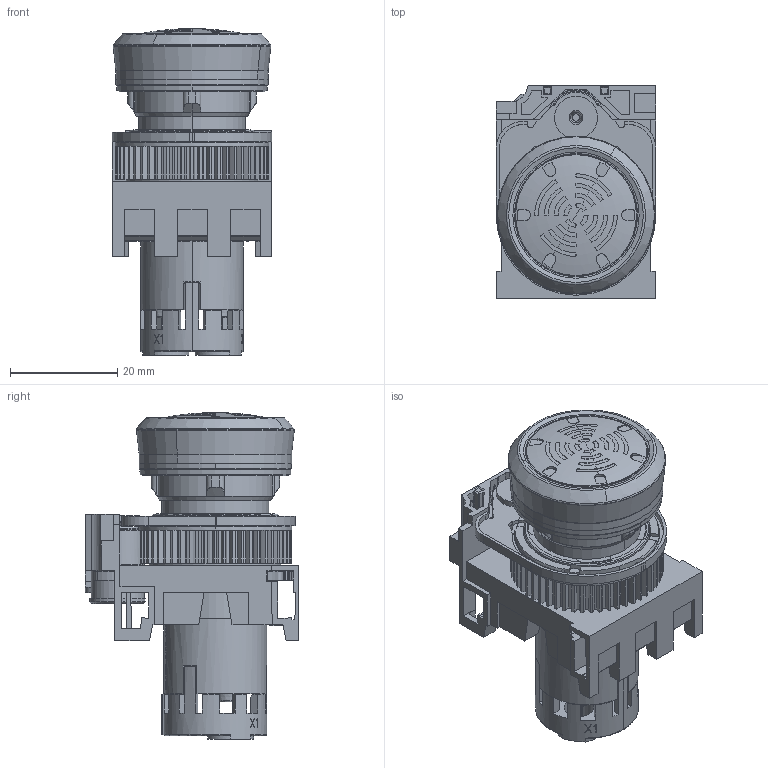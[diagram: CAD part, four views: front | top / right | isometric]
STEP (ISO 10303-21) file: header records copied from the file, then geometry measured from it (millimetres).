
FILE_DESCRIPTION(('STEP AP214'),'1');
FILE_NAME('cctmp_B81E252F-965B-4CB8-9B7B-6850C2E94E75_2025_10_07_17_52_23_0335..stp','2025-10-07T15:52:25',('SIEMENS A&D'),('CADClick - www.CADClick.com'),'Spatial InterOp 3D postprocessed',' ','unknown authorization');
FILE_SCHEMA(('AUTOMOTIVE_DESIGN'));
Length unit declared in the file: millimetre
Products named in the file (3): cc_unnamed; 0_1; 0
Assembly tree (2 placements, depth 2):
  cc_unnamed
    0_1
    0
Bounding box: 29.8 x 39.83 x 61 mm (x, y, z)
Volume: 29318.7 mm3; surface area: 19060.3 mm2
Topology: 2 solids, 3 shells, 2347 faces, 6628 edges, 4353 vertices
Faces by surface type: plane 1702, cylinder 534, cone 81, torus 30
Entity records: 84735 total; most frequent: CARTESIAN_POINT 14719, DIRECTION 13648, ORIENTED_EDGE 13248, EDGE_CURVE 6624, AXIS2_PLACEMENT_3D 4827, VERTEX_POINT 4353, LINE 3994, VECTOR 3994
